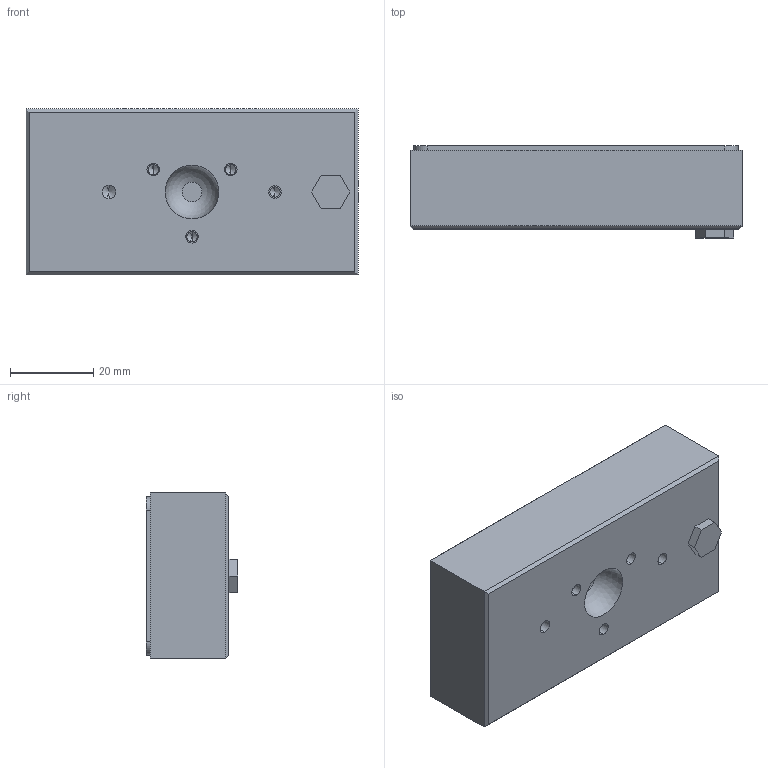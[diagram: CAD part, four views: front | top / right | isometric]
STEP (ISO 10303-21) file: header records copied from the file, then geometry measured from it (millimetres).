
FILE_DESCRIPTION (( 'STEP AP214' ), '1' );
FILE_NAME ('S124002-CM.STEP', '2011-07-29T20:17:48', ( 'john' ), ( 'Microsoft' ), 'SwSTEP 2.0', 'SolidWorks 2009', '' );
FILE_SCHEMA (( 'AUTOMOTIVE_DESIGN' ));
Length unit declared in the file: inch
Products named in the file (1): S124002-CM
Bounding box: 80 x 22.15 x 40 mm (x, y, z)
Volume: 62596.4 mm3; surface area: 11993.3 mm2
Topology: 1 solids, 1 shells, 77 faces, 181 edges, 110 vertices
Faces by surface type: cylinder 34, plane 32, cone 10, sphere 1
Entity records: 2600 total; most frequent: CARTESIAN_POINT 400, DIRECTION 387, ORIENTED_EDGE 340, EDGE_CURVE 170, AXIS2_PLACEMENT_3D 145, VERTEX_POINT 110, LINE 97, VECTOR 97
